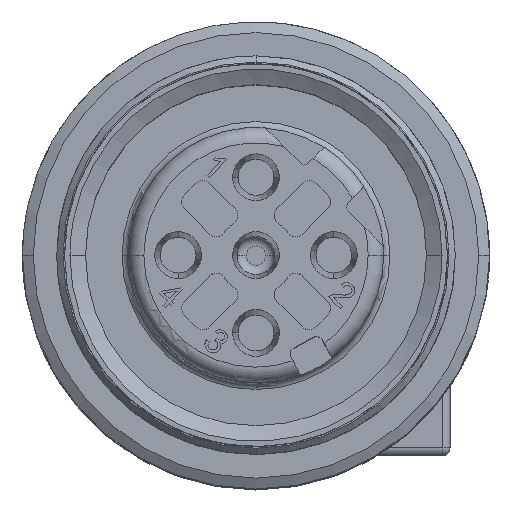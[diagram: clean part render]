
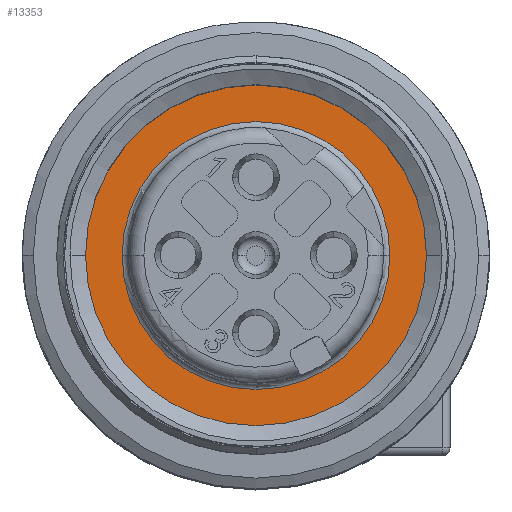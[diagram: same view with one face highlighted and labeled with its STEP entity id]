
A CAD part, top view. The second image highlights one B-rep face of the part: STEP entity #13353.
In plain terms, the highlighted planar face has unit normal (0, 0, 1).
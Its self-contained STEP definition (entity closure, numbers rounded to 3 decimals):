
#13315=AXIS2_PLACEMENT_3D('Plane Axis2P3D',#13312,#13313,#13314) ;
#13319=AXIS2_PLACEMENT_3D('Circle Axis2P3D',#13317,#13318,$) ;
#13328=AXIS2_PLACEMENT_3D('Circle Axis2P3D',#13326,#13327,$) ;
#13337=AXIS2_PLACEMENT_3D('Circle Axis2P3D',#13335,#13336,$) ;
#13346=AXIS2_PLACEMENT_3D('Circle Axis2P3D',#13344,#13345,$) ;
#13312=CARTESIAN_POINT('Axis2P3D Location',(7.5,7.5,147.667)) ;
#13317=CARTESIAN_POINT('Axis2P3D Location',(7.5,7.5,147.667)) ;
#13321=CARTESIAN_POINT('Vertex',(12.975,7.5,147.667)) ;
#13323=CARTESIAN_POINT('Vertex',(2.025,7.5,147.667)) ;
#13326=CARTESIAN_POINT('Axis2P3D Location',(7.5,7.5,147.667)) ;
#13335=CARTESIAN_POINT('Axis2P3D Location',(7.5,7.5,147.667)) ;
#13339=CARTESIAN_POINT('Vertex',(3.198,7.5,147.667)) ;
#13341=CARTESIAN_POINT('Vertex',(11.802,7.5,147.667)) ;
#13344=CARTESIAN_POINT('Axis2P3D Location',(7.5,7.5,147.667)) ;
#13313=DIRECTION('Axis2P3D Direction',(0.,0.,1.)) ;
#13314=DIRECTION('Axis2P3D XDirection',(-1.,0.,0.)) ;
#13318=DIRECTION('Axis2P3D Direction',(0.,0.,1.)) ;
#13327=DIRECTION('Axis2P3D Direction',(0.,0.,1.)) ;
#13336=DIRECTION('Axis2P3D Direction',(0.,0.,1.)) ;
#13345=DIRECTION('Axis2P3D Direction',(0.,0.,1.)) ;
#13332=ORIENTED_EDGE('',*,*,#13325,.T.) ;
#13333=ORIENTED_EDGE('',*,*,#13330,.T.) ;
#13350=ORIENTED_EDGE('',*,*,#13343,.F.) ;
#13351=ORIENTED_EDGE('',*,*,#13348,.F.) ;
#13352=FACE_BOUND('',#13349,.T.) ;
#13353=ADVANCED_FACE('Hauptk\X2\00F6\X0\rper',(#13334,#13352),#13316,.T.) ;
#13320=CIRCLE('generated circle',#13319,5.475) ;
#13329=CIRCLE('generated circle',#13328,5.475) ;
#13338=CIRCLE('generated circle',#13337,4.302) ;
#13347=CIRCLE('generated circle',#13346,4.302) ;
#13325=EDGE_CURVE('',#13322,#13324,#13320,.T.) ;
#13330=EDGE_CURVE('',#13324,#13322,#13329,.T.) ;
#13343=EDGE_CURVE('',#13340,#13342,#13338,.T.) ;
#13348=EDGE_CURVE('',#13342,#13340,#13347,.T.) ;
#13331=EDGE_LOOP('',(#13332,#13333)) ;
#13349=EDGE_LOOP('',(#13350,#13351)) ;
#13334=FACE_OUTER_BOUND('',#13331,.T.) ;
#13316=PLANE('',#13315) ;
#13322=VERTEX_POINT('',#13321) ;
#13324=VERTEX_POINT('',#13323) ;
#13340=VERTEX_POINT('',#13339) ;
#13342=VERTEX_POINT('',#13341) ;
